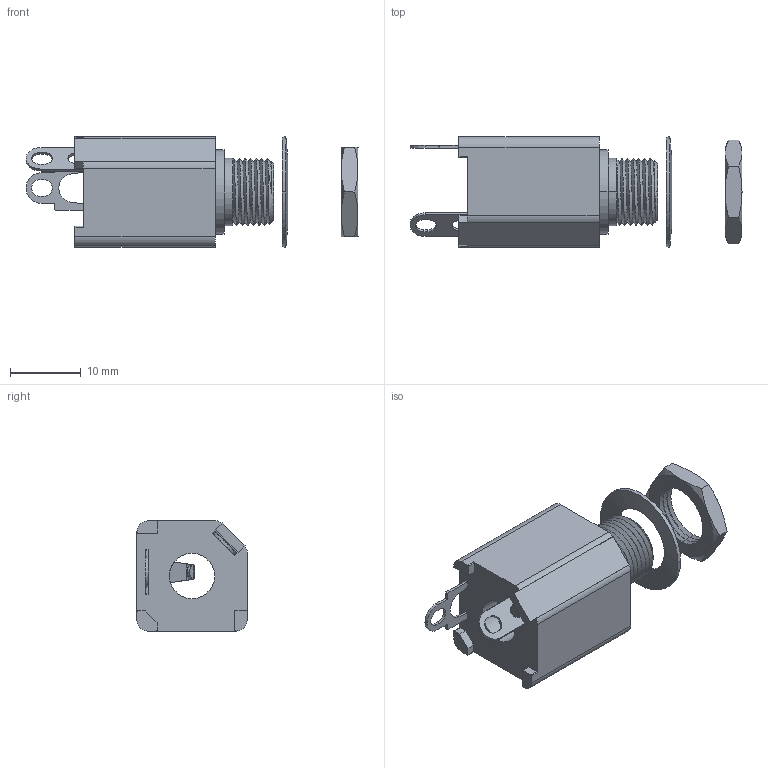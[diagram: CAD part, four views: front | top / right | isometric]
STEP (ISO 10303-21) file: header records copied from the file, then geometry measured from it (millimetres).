
FILE_DESCRIPTION (( 'STEP AP214' ), '1' );
FILE_NAME ('111X.STEP', '2014-07-01T20:32:36', ( '' ), ( '' ), 'SwSTEP 2.0', 'SolidWorks 2014', '' );
FILE_SCHEMA (( 'AUTOMOTIVE_DESIGN' ));
Length unit declared in the file: inch
Products named in the file (1): 111X
Bounding box: 47.01 x 15.62 x 15.62 mm (x, y, z)
Volume: 4383.1 mm3; surface area: 3175.6 mm2
Topology: 3 solids, 3 shells, 134 faces, 355 edges, 230 vertices
Faces by surface type: plane 61, cone 36, cylinder 33, bspline 4
Entity records: 6287 total; most frequent: CARTESIAN_POINT 2901, ORIENTED_EDGE 710, DIRECTION 667, EDGE_CURVE 355, AXIS2_PLACEMENT_3D 238, VERTEX_POINT 230, VECTOR 191, LINE 191
